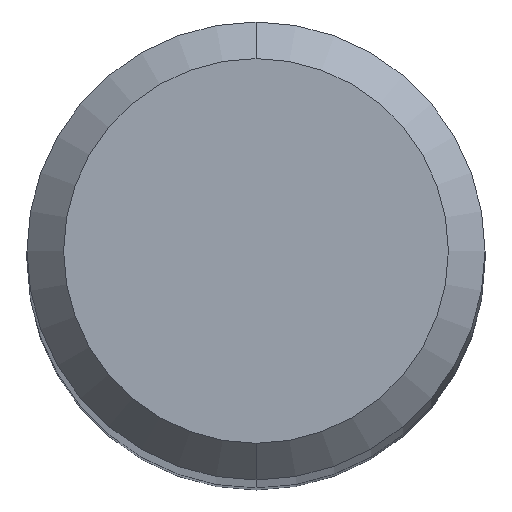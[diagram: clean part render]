
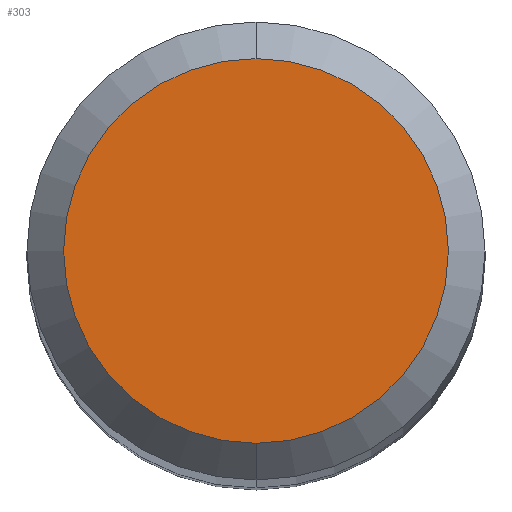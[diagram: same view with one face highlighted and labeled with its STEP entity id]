
A CAD part, top view. The second image highlights one B-rep face of the part: STEP entity #303.
In plain terms, the highlighted planar face has unit normal (0, 0, 1).
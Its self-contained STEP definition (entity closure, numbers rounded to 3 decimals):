
#169=EDGE_CURVE('',#187,#293,#444,.T.);
#187=VERTEX_POINT('',#463);
#257=EDGE_CURVE('',#293,#187,#543,.T.);
#293=VERTEX_POINT('',#579);
#303=ADVANCED_FACE('',(#590),#591,.T.);
#444=CIRCLE('',#765,2.1);
#463=CARTESIAN_POINT('',(0.0,2.1,0.0));
#543=CIRCLE('',#954,2.1);
#579=CARTESIAN_POINT('',(0.,-2.1,0.0));
#590=FACE_OUTER_BOUND('',#1094,.T.);
#591=PLANE('',#1095);
#765=AXIS2_PLACEMENT_3D('',#1317,#1318,#1319);
#954=AXIS2_PLACEMENT_3D('',#1418,#1419,#1420);
#1094=EDGE_LOOP('',(#1452,#1453));
#1095=AXIS2_PLACEMENT_3D('',#1454,#1455,#1456);
#1317=CARTESIAN_POINT('',(0.0,0.0,0.0));
#1318=DIRECTION('',(0.0,0.0,-1.0));
#1319=DIRECTION('',(0.0,1.0,0.0));
#1418=CARTESIAN_POINT('',(0.0,0.0,0.0));
#1419=DIRECTION('',(0.0,0.0,-1.0));
#1420=DIRECTION('',(0.0,1.0,0.0));
#1452=ORIENTED_EDGE('',*,*,#169,.F.);
#1453=ORIENTED_EDGE('',*,*,#257,.F.);
#1454=CARTESIAN_POINT('',(0.0,1.05,0.0));
#1455=DIRECTION('',(-0.0,0.0,1.0));
#1456=DIRECTION('',(0.0,-1.0,0.0));
